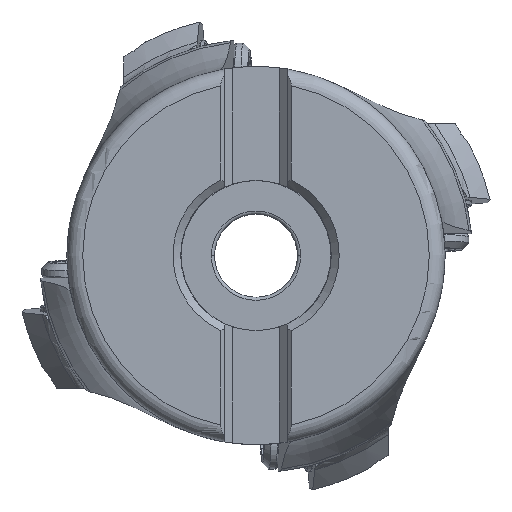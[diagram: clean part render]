
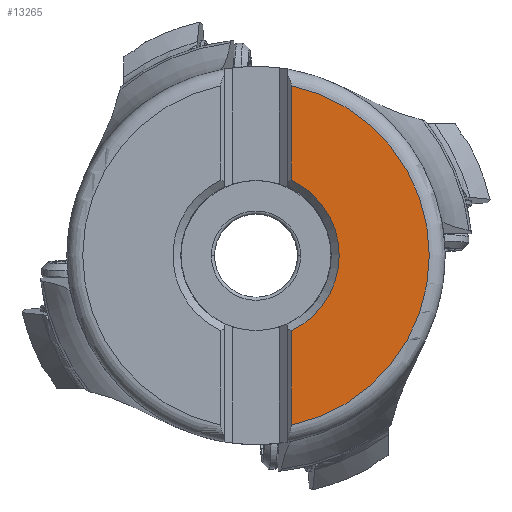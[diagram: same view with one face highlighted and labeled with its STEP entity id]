
A CAD part, top view. The second image highlights one B-rep face of the part: STEP entity #13265.
In plain terms, the highlighted planar face has unit normal (0, 0, 1).
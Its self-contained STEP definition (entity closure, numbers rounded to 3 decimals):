
#6596=CARTESIAN_POINT('',(0.,0.,0.));
#6597=DIRECTION('',(0.,0.,-1.));
#6598=DIRECTION('',(0.203,0.979,0.));
#6599=AXIS2_PLACEMENT_3D('',#6596,#6597,#6598);
#6604=DIRECTION('',(0.,1.,0.));
#6605=VECTOR('',#6604,11.974);
#6606=CARTESIAN_POINT('',(4.47,-21.541,0.));
#6607=LINE('',#6606,#6605);
#6611=CARTESIAN_POINT('',(0.,0.,0.));
#6612=DIRECTION('',(0.,0.,1.));
#6613=DIRECTION('',(0.423,-0.906,0.));
#6614=AXIS2_PLACEMENT_3D('',#6611,#6612,#6613);
#6619=CARTESIAN_POINT('',(0.,0.,0.));
#6620=DIRECTION('',(0.,0.,1.));
#6621=DIRECTION('',(1.,0.,0.));
#6622=AXIS2_PLACEMENT_3D('',#6619,#6620,#6621);
#6627=DIRECTION('',(0.,1.,0.));
#6628=VECTOR('',#6627,11.974);
#6629=CARTESIAN_POINT('',(4.47,9.567,0.));
#6630=LINE('',#6629,#6628);
#8600=CARTESIAN_POINT('',(4.47,21.541,
0.));
#8601=CARTESIAN_POINT('',(4.47,-21.541,0.));
#8602=VERTEX_POINT('',#8600);
#8603=VERTEX_POINT('',#8601);
#8612=CARTESIAN_POINT('',(4.47,-9.567,0.));
#8613=VERTEX_POINT('',#8612);
#8614=CARTESIAN_POINT('',(4.47,9.567,0.));
#8615=VERTEX_POINT('',#8614);
#8627=CARTESIAN_POINT('',(10.56,0.,0.));
#8628=VERTEX_POINT('',#8627);
#13250=CARTESIAN_POINT('',(13.235,0.,0.));
#13251=DIRECTION('',(0.,0.,1.));
#13252=DIRECTION('',(1.,0.,0.));
#13253=AXIS2_PLACEMENT_3D('',#13250,#13251,#13252);
#13254=PLANE('',#13253);
#13255=ORIENTED_EDGE('',*,*,#12900,.T.);
#13257=ORIENTED_EDGE('',*,*,#13256,.T.);
#13259=ORIENTED_EDGE('',*,*,#13258,.T.);
#13261=ORIENTED_EDGE('',*,*,#13260,.T.);
#13262=ORIENTED_EDGE('',*,*,#13234,.T.);
#13263=EDGE_LOOP('',(#13255,#13257,#13259,#13261,#13262));
#13264=FACE_OUTER_BOUND('',#13263,.F.);
#6600=CIRCLE('',#6599,22.);
#6615=CIRCLE('',#6614,10.56);
#6623=CIRCLE('',#6622,10.56);
#12900=EDGE_CURVE('',#8602,#8603,#6600,.T.);
#13234=EDGE_CURVE('',#8615,#8602,#6630,.T.);
#13256=EDGE_CURVE('',#8603,#8613,#6607,.T.);
#13258=EDGE_CURVE('',#8613,#8628,#6615,.T.);
#13260=EDGE_CURVE('',#8628,#8615,#6623,.T.);
#13265=ADVANCED_FACE('',(#13264),#13254,.T.);
